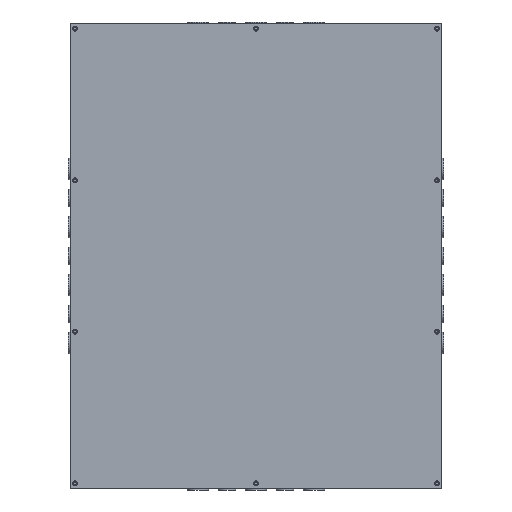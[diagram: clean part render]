
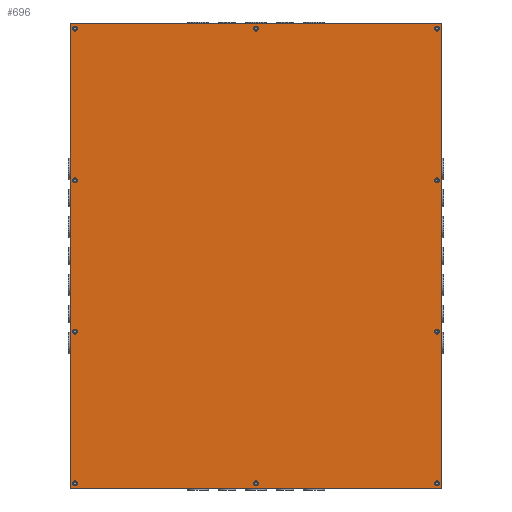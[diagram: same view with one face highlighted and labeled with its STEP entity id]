
A CAD part, front view. The second image highlights one B-rep face of the part: STEP entity #696.
In plain terms, the highlighted planar face has unit normal (0, -1, 0).
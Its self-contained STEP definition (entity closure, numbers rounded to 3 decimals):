
#696 = ADVANCED_FACE( '', ( #1720, #1721, #1722, #1723, #1724, #1725, #1726, #1727, #1728, #1729, #1730 ), #1731, .T. );
#1720 = FACE_BOUND( '', #3173, .T. );
#1721 = FACE_BOUND( '', #3174, .T. );
#1722 = FACE_BOUND( '', #3175, .T. );
#1723 = FACE_BOUND( '', #3176, .T. );
#1724 = FACE_BOUND( '', #3177, .T. );
#1725 = FACE_BOUND( '', #3178, .T. );
#1726 = FACE_BOUND( '', #3179, .T. );
#1727 = FACE_BOUND( '', #3180, .T. );
#1728 = FACE_BOUND( '', #3181, .T. );
#1729 = FACE_BOUND( '', #3182, .T. );
#1730 = FACE_OUTER_BOUND( '', #3183, .T. );
#1731 = PLANE( '', #3184 );
#3173 = EDGE_LOOP( '', ( #5018 ) );
#3174 = EDGE_LOOP( '', ( #5019 ) );
#3175 = EDGE_LOOP( '', ( #5020 ) );
#3176 = EDGE_LOOP( '', ( #5021 ) );
#3177 = EDGE_LOOP( '', ( #5022 ) );
#3178 = EDGE_LOOP( '', ( #5023 ) );
#3179 = EDGE_LOOP( '', ( #5024 ) );
#3180 = EDGE_LOOP( '', ( #5025 ) );
#3181 = EDGE_LOOP( '', ( #5026 ) );
#3182 = EDGE_LOOP( '', ( #5027 ) );
#3183 = EDGE_LOOP( '', ( #5028, #5029, #5030, #5031 ) );
#3184 = AXIS2_PLACEMENT_3D( '', #5032, #5033, #5034 );
#5018 = ORIENTED_EDGE( '', *, *, #7611, .T. );
#5019 = ORIENTED_EDGE( '', *, *, #7337, .T. );
#5020 = ORIENTED_EDGE( '', *, *, #7663, .T. );
#5021 = ORIENTED_EDGE( '', *, *, #7678, .T. );
#5022 = ORIENTED_EDGE( '', *, *, #7679, .T. );
#5023 = ORIENTED_EDGE( '', *, *, #7680, .T. );
#5024 = ORIENTED_EDGE( '', *, *, #7287, .T. );
#5025 = ORIENTED_EDGE( '', *, *, #7681, .T. );
#5026 = ORIENTED_EDGE( '', *, *, #7472, .T. );
#5027 = ORIENTED_EDGE( '', *, *, #7644, .T. );
#5028 = ORIENTED_EDGE( '', *, *, #7682, .T. );
#5029 = ORIENTED_EDGE( '', *, *, #7550, .T. );
#5030 = ORIENTED_EDGE( '', *, *, #7624, .T. );
#5031 = ORIENTED_EDGE( '', *, *, #7540, .T. );
#5032 = CARTESIAN_POINT( '', ( 0., 0., 0. ) );
#5033 = DIRECTION( '', ( 0., -1., 0. ) );
#5034 = DIRECTION( '', ( 0., 0., -1. ) );
#7287 = EDGE_CURVE( '', #8417, #8417, #8418, .T. );
#7337 = EDGE_CURVE( '', #8504, #8504, #8505, .T. );
#7472 = EDGE_CURVE( '', #8736, #8736, #8737, .T. );
#7540 = EDGE_CURVE( '', #8860, #8861, #8862, .T. );
#7550 = EDGE_CURVE( '', #8876, #8877, #8878, .T. );
#7611 = EDGE_CURVE( '', #8972, #8972, #8973, .T. );
#7624 = EDGE_CURVE( '', #8877, #8860, #8994, .T. );
#7644 = EDGE_CURVE( '', #9027, #9027, #9028, .T. );
#7663 = EDGE_CURVE( '', #9060, #9060, #9061, .T. );
#7678 = EDGE_CURVE( '', #9083, #9083, #9084, .T. );
#7679 = EDGE_CURVE( '', #9085, #9085, #9086, .T. );
#7680 = EDGE_CURVE( '', #9087, #9087, #9088, .T. );
#7681 = EDGE_CURVE( '', #9089, #9089, #9090, .T. );
#7682 = EDGE_CURVE( '', #8861, #8876, #9091, .T. );
#8417 = VERTEX_POINT( '', #10067 );
#8418 = CIRCLE( '', #10068, 3.962 );
#8504 = VERTEX_POINT( '', #10179 );
#8505 = CIRCLE( '', #10180, 3.962 );
#8736 = VERTEX_POINT( '', #10501 );
#8737 = CIRCLE( '', #10502, 3.962 );
#8860 = VERTEX_POINT( '', #10671 );
#8861 = VERTEX_POINT( '', #10672 );
#8862 = LINE( '', #10673, #10674 );
#8876 = VERTEX_POINT( '', #10694 );
#8877 = VERTEX_POINT( '', #10695 );
#8878 = LINE( '', #10696, #10697 );
#8972 = VERTEX_POINT( '', #10865 );
#8973 = CIRCLE( '', #10866, 3.962 );
#8994 = LINE( '', #10891, #10892 );
#9027 = VERTEX_POINT( '', #10935 );
#9028 = CIRCLE( '', #10936, 3.962 );
#9060 = VERTEX_POINT( '', #10975 );
#9061 = CIRCLE( '', #10976, 3.962 );
#9083 = VERTEX_POINT( '', #11000 );
#9084 = CIRCLE( '', #11001, 3.962 );
#9085 = VERTEX_POINT( '', #11002 );
#9086 = CIRCLE( '', #11003, 3.962 );
#9087 = VERTEX_POINT( '', #11004 );
#9088 = CIRCLE( '', #11005, 3.962 );
#9089 = VERTEX_POINT( '', #11006 );
#9090 = CIRCLE( '', #11007, 3.962 );
#9091 = LINE( '', #11008, #11009 );
#10067 = CARTESIAN_POINT( '', ( -292.913, 0., 373.075 ) );
#10068 = AXIS2_PLACEMENT_3D( '', #12215, #12216, #12217 );
#10179 = CARTESIAN_POINT( '', ( 300.838, 0., 124.358 ) );
#10180 = AXIS2_PLACEMENT_3D( '', #12275, #12276, #12277 );
#10501 = CARTESIAN_POINT( '', ( -292.913, 0., -124.358 ) );
#10502 = AXIS2_PLACEMENT_3D( '', #12485, #12486, #12487 );
#10671 = CARTESIAN_POINT( '', ( 304.8, 0., 381. ) );
#10672 = CARTESIAN_POINT( '', ( -304.8, 0., 381. ) );
#10673 = CARTESIAN_POINT( '', ( 304.8, 0., 381. ) );
#10674 = VECTOR( '', #12579, 1000. );
#10694 = CARTESIAN_POINT( '', ( -304.8, 0., -381. ) );
#10695 = CARTESIAN_POINT( '', ( 304.8, 0., -381. ) );
#10696 = CARTESIAN_POINT( '', ( -304.8, 0., -381. ) );
#10697 = VECTOR( '', #12584, 1000. );
#10865 = CARTESIAN_POINT( '', ( 300.838, 0., 373.075 ) );
#10866 = AXIS2_PLACEMENT_3D( '', #12647, #12648, #12649 );
#10891 = CARTESIAN_POINT( '', ( 304.8, 0., -381. ) );
#10892 = VECTOR( '', #12666, 1000. );
#10935 = CARTESIAN_POINT( '', ( -292.913, 0., -373.075 ) );
#10936 = AXIS2_PLACEMENT_3D( '', #12686, #12687, #12688 );
#10975 = CARTESIAN_POINT( '', ( 300.838, 0., -124.358 ) );
#10976 = AXIS2_PLACEMENT_3D( '', #12720, #12721, #12722 );
#11000 = CARTESIAN_POINT( '', ( 300.838, 0., -373.075 ) );
#11001 = AXIS2_PLACEMENT_3D( '', #12743, #12744, #12745 );
#11002 = CARTESIAN_POINT( '', ( 3.962, 0., 373.075 ) );
#11003 = AXIS2_PLACEMENT_3D( '', #12746, #12747, #12748 );
#11004 = CARTESIAN_POINT( '', ( 3.962, 0., -373.075 ) );
#11005 = AXIS2_PLACEMENT_3D( '', #12749, #12750, #12751 );
#11006 = CARTESIAN_POINT( '', ( -292.913, 0., 124.358 ) );
#11007 = AXIS2_PLACEMENT_3D( '', #12752, #12753, #12754 );
#11008 = CARTESIAN_POINT( '', ( -304.8, 0., 381. ) );
#11009 = VECTOR( '', #12755, 1000. );
#12215 = CARTESIAN_POINT( '', ( -296.875, 0., 373.075 ) );
#12216 = DIRECTION( '', ( 0., 1., 0. ) );
#12217 = DIRECTION( '', ( 1., 0., 0. ) );
#12275 = CARTESIAN_POINT( '', ( 296.875, 0., 124.358 ) );
#12276 = DIRECTION( '', ( 0., 1., 0. ) );
#12277 = DIRECTION( '', ( 1., 0., 0. ) );
#12485 = CARTESIAN_POINT( '', ( -296.875, 0., -124.358 ) );
#12486 = DIRECTION( '', ( 0., 1., 0. ) );
#12487 = DIRECTION( '', ( 1., 0., 0. ) );
#12579 = DIRECTION( '', ( -1., 0., 0. ) );
#12584 = DIRECTION( '', ( 1., 0., 0. ) );
#12647 = CARTESIAN_POINT( '', ( 296.875, 0., 373.075 ) );
#12648 = DIRECTION( '', ( 0., 1., 0. ) );
#12649 = DIRECTION( '', ( 1., 0., 0. ) );
#12666 = DIRECTION( '', ( 0., 0., 1. ) );
#12686 = CARTESIAN_POINT( '', ( -296.875, 0., -373.075 ) );
#12687 = DIRECTION( '', ( 0., 1., 0. ) );
#12688 = DIRECTION( '', ( 1., 0., 0. ) );
#12720 = CARTESIAN_POINT( '', ( 296.875, 0., -124.358 ) );
#12721 = DIRECTION( '', ( 0., 1., 0. ) );
#12722 = DIRECTION( '', ( 1., 0., 0. ) );
#12743 = CARTESIAN_POINT( '', ( 296.875, 0., -373.075 ) );
#12744 = DIRECTION( '', ( 0., 1., 0. ) );
#12745 = DIRECTION( '', ( 1., 0., 0. ) );
#12746 = CARTESIAN_POINT( '', ( 0., 0., 373.075 ) );
#12747 = DIRECTION( '', ( 0., 1., 0. ) );
#12748 = DIRECTION( '', ( 1., 0., 0. ) );
#12749 = CARTESIAN_POINT( '', ( 0., 0., -373.075 ) );
#12750 = DIRECTION( '', ( 0., 1., 0. ) );
#12751 = DIRECTION( '', ( 1., 0., 0. ) );
#12752 = CARTESIAN_POINT( '', ( -296.875, 0., 124.358 ) );
#12753 = DIRECTION( '', ( 0., 1., 0. ) );
#12754 = DIRECTION( '', ( 1., 0., 0. ) );
#12755 = DIRECTION( '', ( 0., 0., -1. ) );
